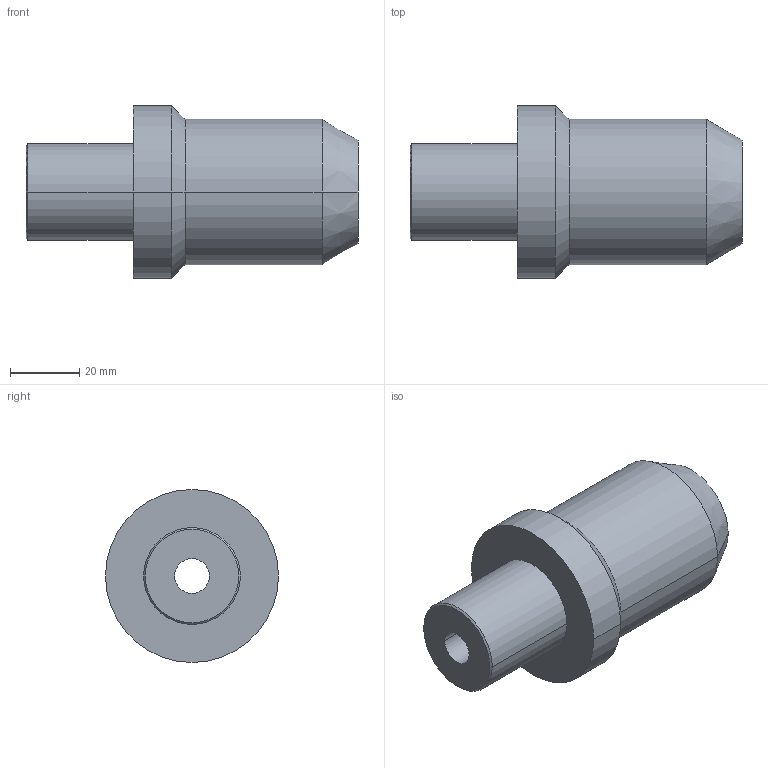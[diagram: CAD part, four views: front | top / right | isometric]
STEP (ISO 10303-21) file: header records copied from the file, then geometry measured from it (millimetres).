
FILE_DESCRIPTION((''),'2;1');
FILE_NAME('8422001297','2020-06-23T13:16:58',('thiemer'),(''),'CREO PARAMETRIC BY PTC INC, 2018400','CREO PARAMETRIC BY PTC INC, 2018400','');
FILE_SCHEMA(('AUTOMOTIVE_DESIGN { 1 0 10303 214 1 1 1 1 }'));
Length unit declared in the file: millimetre
Products named in the file (1): 8422001297
Bounding box: 96 x 50 x 50 mm (x, y, z)
Volume: 103795.6 mm3; surface area: 17641.4 mm2
Topology: 1 solids, 1 shells, 20 faces, 40 edges, 24 vertices
Faces by surface type: cylinder 10, cone 6, plane 4
Entity records: 1134 total; most frequent: DIRECTION 138, CARTESIAN_POINT 108, ORIENTED_EDGE 80, PRESENTATION_STYLE_ASSIGNMENT 62, STYLED_ITEM 62, CURVE_STYLE 61, AXIS2_PLACEMENT_3D 56, PROPERTY_DEFINITION 54
